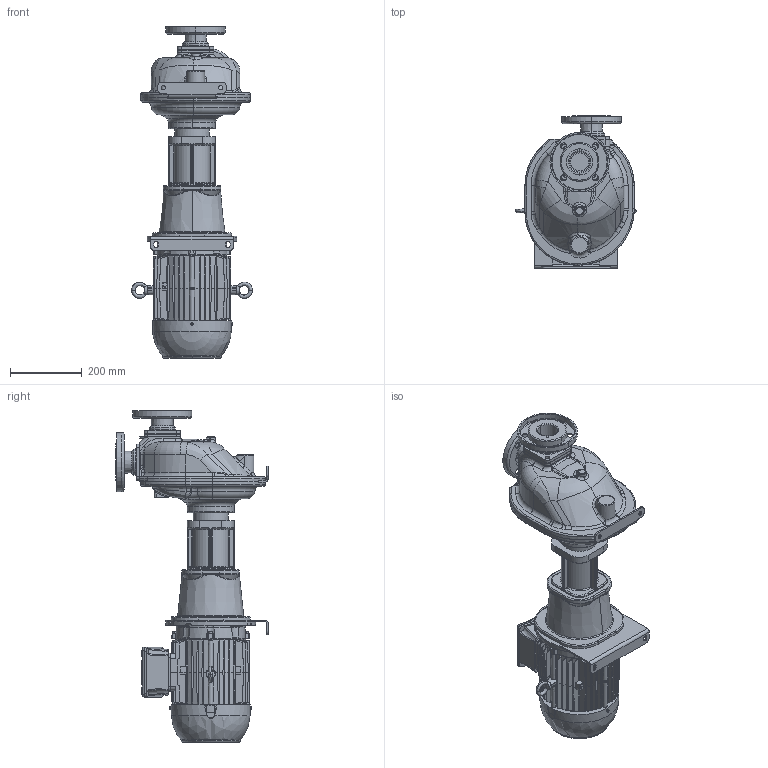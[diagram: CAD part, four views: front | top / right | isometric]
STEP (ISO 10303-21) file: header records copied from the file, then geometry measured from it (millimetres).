
FILE_DESCRIPTION((''),'2;1');
FILE_NAME('S_62_K_BBT_F','2023-07-05T16:47:30',('Amenduni'),(''),'CREO PARAMETRIC BY PTC INC, 2023014','CREO PARAMETRIC BY PTC INC, 2023014','');
FILE_SCHEMA(('AUTOMOTIVE_DESIGN { 1 0 10303 214 1 1 1 1 }'));
Products named in the file (1): S_62_K_BBT_F
Bounding box: 335.97 x 424 x 923.6 mm (x, y, z)
Volume: 28346729.5 mm3; surface area: 1259039.4 mm2
Topology: 1 solids, 1 shells, 2874 faces, 7172 edges, 4536 vertices
Faces by surface type: plane 1762, bspline 415, cylinder 364, cone 183, torus 131, sphere 12, extrusion 7
Entity records: 144755 total; most frequent: CARTESIAN_POINT 59458, ORIENTED_EDGE 14336, DIRECTION 11920, EDGE_CURVE 7168, VERTEX_POINT 4536, VECTOR 4262, LINE 4255, AXIS2_PLACEMENT_3D 3829
